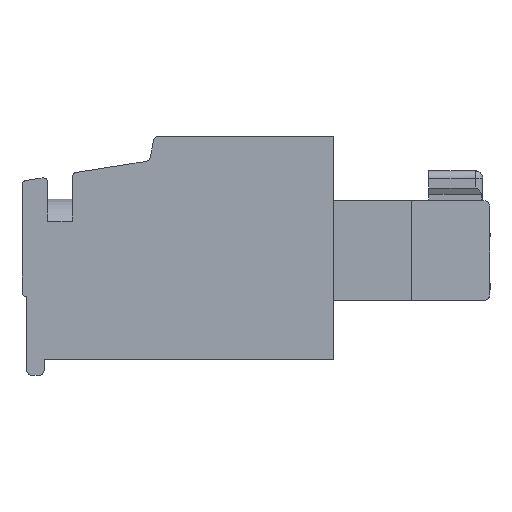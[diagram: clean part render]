
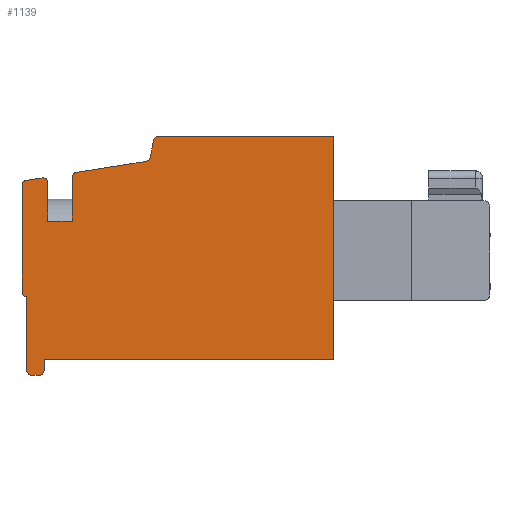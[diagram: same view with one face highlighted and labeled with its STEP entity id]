
A CAD part, left-side view. The second image highlights one B-rep face of the part: STEP entity #1139.
In plain terms, the highlighted planar face has unit normal (-1, 0, 0).
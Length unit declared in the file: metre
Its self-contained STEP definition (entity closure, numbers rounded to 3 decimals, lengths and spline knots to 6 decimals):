
#1139=ADVANCED_FACE('',(#2661),#2662,.F.);
#2661=FACE_OUTER_BOUND('',#4615,.T.);
#2662=PLANE('',#4616);
#4615=EDGE_LOOP('',(#7913,#7914,#7915,#7916,#7917,#7918,#7919,#7920,#7921,#7922,#7923,#7924,#7925,#7926,#7927,#7928,#7929,#7930,#7931,#7932,#7933));
#4616=AXIS2_PLACEMENT_3D('',#7934,#7935,#7936);
#7913=ORIENTED_EDGE('',*,*,#12412,.T.);
#7914=ORIENTED_EDGE('',*,*,#12413,.T.);
#7915=ORIENTED_EDGE('',*,*,#12414,.T.);
#7916=ORIENTED_EDGE('',*,*,#12415,.T.);
#7917=ORIENTED_EDGE('',*,*,#12416,.T.);
#7918=ORIENTED_EDGE('',*,*,#12137,.T.);
#7919=ORIENTED_EDGE('',*,*,#12417,.T.);
#7920=ORIENTED_EDGE('',*,*,#12418,.T.);
#7921=ORIENTED_EDGE('',*,*,#11449,.T.);
#7922=ORIENTED_EDGE('',*,*,#12056,.T.);
#7923=ORIENTED_EDGE('',*,*,#12419,.T.);
#7924=ORIENTED_EDGE('',*,*,#12420,.T.);
#7925=ORIENTED_EDGE('',*,*,#12421,.T.);
#7926=ORIENTED_EDGE('',*,*,#12422,.T.);
#7927=ORIENTED_EDGE('',*,*,#12423,.T.);
#7928=ORIENTED_EDGE('',*,*,#12424,.T.);
#7929=ORIENTED_EDGE('',*,*,#12425,.T.);
#7930=ORIENTED_EDGE('',*,*,#12346,.T.);
#7931=ORIENTED_EDGE('',*,*,#12426,.T.);
#7932=ORIENTED_EDGE('',*,*,#11931,.T.);
#7933=ORIENTED_EDGE('',*,*,#12427,.T.);
#7934=CARTESIAN_POINT('',(0.0,0.007666,-0.000815));
#7935=DIRECTION('',(1.0,0.,0.));
#7936=DIRECTION('',(0.,0.,1.0));
#11449=EDGE_CURVE('',#13724,#13722,#13725,.T.);
#11931=EDGE_CURVE('',#14538,#14540,#14542,.T.);
#12056=EDGE_CURVE('',#13722,#14734,#14736,.T.);
#12137=EDGE_CURVE('',#14860,#14862,#14864,.T.);
#12346=EDGE_CURVE('',#15182,#15184,#15186,.T.);
#12412=EDGE_CURVE('',#15277,#15278,#15279,.T.);
#12413=EDGE_CURVE('',#15278,#15280,#15281,.T.);
#12414=EDGE_CURVE('',#15280,#15282,#15283,.T.);
#12415=EDGE_CURVE('',#15282,#15284,#15285,.T.);
#12416=EDGE_CURVE('',#15284,#14860,#15286,.T.);
#12417=EDGE_CURVE('',#14862,#15287,#15288,.T.);
#12418=EDGE_CURVE('',#15287,#13724,#15289,.T.);
#12419=EDGE_CURVE('',#14734,#15290,#15291,.T.);
#12420=EDGE_CURVE('',#15290,#15292,#15293,.T.);
#12421=EDGE_CURVE('',#15292,#15294,#15295,.T.);
#12422=EDGE_CURVE('',#15294,#15296,#15297,.T.);
#12423=EDGE_CURVE('',#15296,#15298,#15299,.T.);
#12424=EDGE_CURVE('',#15298,#15300,#15301,.T.);
#12425=EDGE_CURVE('',#15300,#15182,#15302,.T.);
#12426=EDGE_CURVE('',#15184,#14538,#15303,.T.);
#12427=EDGE_CURVE('',#14540,#15277,#15304,.T.);
#13722=VERTEX_POINT('',#17000);
#13724=VERTEX_POINT('',#17003);
#13725=LINE('',#17004,#17005);
#14538=VERTEX_POINT('',#18138);
#14540=VERTEX_POINT('',#18141);
#14542=LINE('',#18144,#18145);
#14734=VERTEX_POINT('',#18429);
#14736=LINE('',#18432,#18433);
#14860=VERTEX_POINT('',#18605);
#14862=VERTEX_POINT('',#18608);
#14864=LINE('',#18611,#18612);
#15182=VERTEX_POINT('',#19112);
#15184=VERTEX_POINT('',#19115);
#15186=LINE('',#19118,#19119);
#15277=VERTEX_POINT('',#19278);
#15278=VERTEX_POINT('',#19279);
#15279=LINE('',#19280,#19281);
#15280=VERTEX_POINT('',#19282);
#15281=LINE('',#19283,#19284);
#15282=VERTEX_POINT('',#19285);
#15283=CIRCLE('',#19286,0.0002);
#15284=VERTEX_POINT('',#19287);
#15285=LINE('',#19288,#19289);
#15286=CIRCLE('',#19290,0.0002);
#15287=VERTEX_POINT('',#19291);
#15288=CIRCLE('',#19292,0.0002);
#15289=LINE('',#19293,#19294);
#15290=VERTEX_POINT('',#19295);
#15291=CIRCLE('',#19296,0.0002);
#15292=VERTEX_POINT('',#19297);
#15293=LINE('',#19298,#19299);
#15294=VERTEX_POINT('',#19300);
#15295=CIRCLE('',#19301,0.0002);
#15296=VERTEX_POINT('',#19302);
#15297=LINE('',#19303,#19304);
#15298=VERTEX_POINT('',#19305);
#15299=CIRCLE('',#19306,0.0002);
#15300=VERTEX_POINT('',#19307);
#15301=LINE('',#19308,#19309);
#15302=CIRCLE('',#19310,0.0002);
#15303=CIRCLE('',#19311,0.0002);
#15304=LINE('',#19312,#19313);
#17000=CARTESIAN_POINT('',(0.0,0.01165,-0.00345));
#17003=CARTESIAN_POINT('',(0.0,0.01065,-0.00345));
#17004=CARTESIAN_POINT('',(0.0,0.01165,-0.00345));
#17005=VECTOR('',#21194,1.0);
#18138=CARTESIAN_POINT('',(0.0,0.0118,-0.00955));
#18141=CARTESIAN_POINT('',(0.0,0.0118,-0.0091));
#18144=CARTESIAN_POINT('',(0.0,0.0118,-0.0091));
#18145=VECTOR('',#21758,1.0);
#18429=CARTESIAN_POINT('',(0.0,0.01165,-0.001882));
#18432=CARTESIAN_POINT('',(0.0,0.01165,-0.001882));
#18433=VECTOR('',#21879,1.0);
#18605=CARTESIAN_POINT('',(0.0,0.007634,-0.001013));
#18608=CARTESIAN_POINT('',(0.0,0.010481,-0.001463));
#18611=CARTESIAN_POINT('',(0.0,0.010481,-0.001463));
#18612=VECTOR('',#21970,1.0);
#19112=CARTESIAN_POINT('',(0.0,0.0123,-0.00975));
#19115=CARTESIAN_POINT('',(0.0,0.012,-0.00975));
#19118=CARTESIAN_POINT('',(0.0,0.012,-0.00975));
#19119=VECTOR('',#22176,1.0);
#19278=CARTESIAN_POINT('',(0.0,0.,-0.0091));
#19279=CARTESIAN_POINT('',(0.0,0.,0.));
#19280=CARTESIAN_POINT('',(0.0,0.,-0.001227));
#19281=VECTOR('',#22234,1.0);
#19282=CARTESIAN_POINT('',(0.0,0.007136,0.));
#19283=CARTESIAN_POINT('',(0.0,0.007136,0.));
#19284=VECTOR('',#22235,1.0);
#19285=CARTESIAN_POINT('',(0.0,0.007332,-0.000161));
#19286=AXIS2_PLACEMENT_3D('',#22236,#22237,#22238);
#19287=CARTESIAN_POINT('',(0.0,0.00747,-0.000854));
#19288=CARTESIAN_POINT('',(0.0,0.00747,-0.000854));
#19289=VECTOR('',#22239,1.0);
#19290=AXIS2_PLACEMENT_3D('',#22240,#22241,#22242);
#19291=CARTESIAN_POINT('',(0.0,0.01065,-0.001661));
#19292=AXIS2_PLACEMENT_3D('',#22243,#22244,#22245);
#19293=CARTESIAN_POINT('',(0.0,0.01065,-0.00345));
#19294=VECTOR('',#22246,1.0);
#19295=CARTESIAN_POINT('',(0.0,0.011881,-0.001685));
#19296=AXIS2_PLACEMENT_3D('',#22247,#22248,#22249);
#19297=CARTESIAN_POINT('',(0.0,0.012531,-0.001788));
#19298=CARTESIAN_POINT('',(0.0,0.012531,-0.001788));
#19299=VECTOR('',#22250,1.0);
#19300=CARTESIAN_POINT('',(0.0,0.0127,-0.001985));
#19301=AXIS2_PLACEMENT_3D('',#22251,#22252,#22253);
#19302=CARTESIAN_POINT('',(0.0,0.0127,-0.00635));
#19303=CARTESIAN_POINT('',(0.0,0.0127,-0.00635));
#19304=VECTOR('',#22254,1.0);
#19305=CARTESIAN_POINT('',(0.0,0.0125,-0.00655));
#19306=AXIS2_PLACEMENT_3D('',#22255,#22256,#22257);
#19307=CARTESIAN_POINT('',(0.0,0.0125,-0.00955));
#19308=CARTESIAN_POINT('',(0.0,0.0125,-0.00955));
#19309=VECTOR('',#22258,1.0);
#19310=AXIS2_PLACEMENT_3D('',#22259,#22260,#22261);
#19311=AXIS2_PLACEMENT_3D('',#22262,#22263,#22264);
#19312=CARTESIAN_POINT('',(0.0,0.,-0.0091));
#19313=VECTOR('',#22265,1.0);
#21194=DIRECTION('',(0.,1.0,0.));
#21758=DIRECTION('',(0.,0.,1.0));
#21879=DIRECTION('',(0.,0.,1.0));
#21970=DIRECTION('',(0.,0.988,-0.156));
#22176=DIRECTION('',(0.,-1.0,0.));
#22234=DIRECTION('',(0.,0.,1.0));
#22235=DIRECTION('',(0.,1.0,0.));
#22236=CARTESIAN_POINT('',(0.0,0.007136,-0.0002));
#22237=DIRECTION('',(-1.0,0.,0.));
#22238=DIRECTION('',(0.,-0.635,-0.773));
#22239=DIRECTION('',(0.,0.195,-0.981));
#22240=CARTESIAN_POINT('',(0.0,0.007666,-0.000815));
#22241=DIRECTION('',(1.0,0.,0.));
#22242=DIRECTION('',(0.,0.693,0.721));
#22243=CARTESIAN_POINT('',(0.0,0.01045,-0.001661));
#22244=DIRECTION('',(-1.0,0.,0.));
#22245=DIRECTION('',(0.,-0.76,-0.649));
#22246=DIRECTION('',(0.,0.,-1.0));
#22247=CARTESIAN_POINT('',(0.0,0.01185,-0.001882));
#22248=DIRECTION('',(-1.0,0.,0.));
#22249=DIRECTION('',(0.,0.649,-0.76));
#22250=DIRECTION('',(0.,0.988,-0.156));
#22251=CARTESIAN_POINT('',(0.0,0.0125,-0.001985));
#22252=DIRECTION('',(-1.0,0.,0.));
#22253=DIRECTION('',(0.,-0.76,-0.649));
#22254=DIRECTION('',(0.,0.,-1.0));
#22255=CARTESIAN_POINT('',(0.0,0.0125,-0.00635));
#22256=DIRECTION('',(-1.0,0.,0.));
#22257=DIRECTION('',(0.,-0.707,0.707));
#22258=DIRECTION('',(0.,0.,-1.0));
#22259=CARTESIAN_POINT('',(0.0,0.0123,-0.00955));
#22260=DIRECTION('',(-1.0,0.,0.));
#22261=DIRECTION('',(0.,-0.707,0.707));
#22262=CARTESIAN_POINT('',(0.0,0.012,-0.00955));
#22263=DIRECTION('',(-1.0,0.,0.));
#22264=DIRECTION('',(0.,0.707,0.707));
#22265=DIRECTION('',(0.,-1.0,0.));
